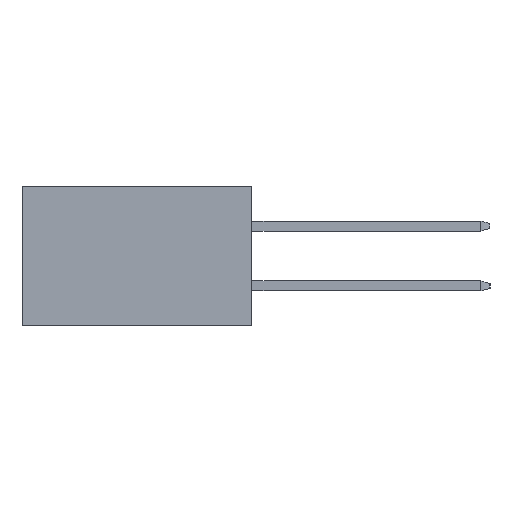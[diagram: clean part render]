
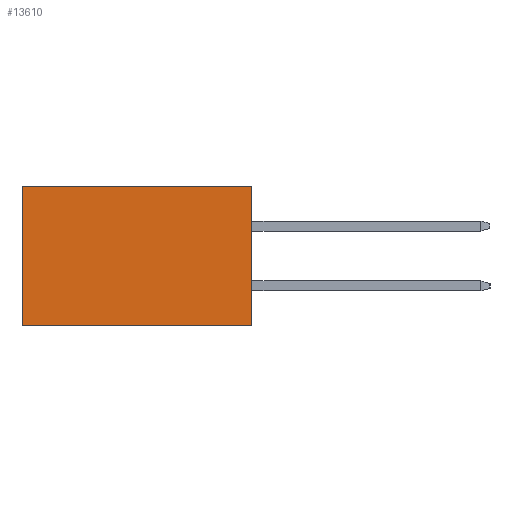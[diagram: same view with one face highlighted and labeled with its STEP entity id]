
A CAD part, left-side view. The second image highlights one B-rep face of the part: STEP entity #13610.
In plain terms, the highlighted planar face has unit normal (-1, 0, 0).
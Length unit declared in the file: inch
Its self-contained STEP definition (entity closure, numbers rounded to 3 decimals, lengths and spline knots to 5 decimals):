
#14 = CARTESIAN_POINT ( 'NONE',  ( 0.3205, 0., 0. ) ) ;
#1241 = CARTESIAN_POINT ( 'NONE',  ( 0.3205, 0., -0.437 ) ) ;
#1330 = EDGE_CURVE ( 'NONE', #5582, #3455, #6958, .T. ) ;
#3208 = CARTESIAN_POINT ( 'NONE',  ( 0.3205, 0., -0.437 ) ) ;
#3455 = VERTEX_POINT ( 'NONE', #9374 ) ;
#3918 = DIRECTION ( 'NONE',  ( 0., 1., 0. ) ) ;
#4263 = CARTESIAN_POINT ( 'NONE',  ( 0.3205, 0., -0.437 ) ) ;
#4410 = ORIENTED_EDGE ( 'NONE', *, *, #7236, .T. ) ;
#5061 = VERTEX_POINT ( 'NONE', #16841 ) ;
#5300 = VERTEX_POINT ( 'NONE', #10654 ) ;
#5582 = VERTEX_POINT ( 'NONE', #4263 ) ;
#6456 = LINE ( 'NONE', #14, #11612 ) ;
#6487 = EDGE_LOOP ( 'NONE', ( #12733, #14196, #6934, #4410 ) ) ;
#6639 = DIRECTION ( 'NONE',  ( 1., 0., 0. ) ) ;
#6934 = ORIENTED_EDGE ( 'NONE', *, *, #8472, .F. ) ;
#6958 = LINE ( 'NONE', #3208, #14886 ) ;
#7068 = CARTESIAN_POINT ( 'NONE',  ( 0.3205, 0.72, -0.437 ) ) ;
#7236 = EDGE_CURVE ( 'NONE', #5300, #5061, #6456, .T. ) ;
#8472 = EDGE_CURVE ( 'NONE', #5300, #5582, #13733, .T. ) ;
#8528 = VECTOR ( 'NONE', #8769, 39.37008 ) ;
#8769 = DIRECTION ( 'NONE',  ( 0., 0., -1. ) ) ;
#9374 = CARTESIAN_POINT ( 'NONE',  ( 0.3205, 0.72, -0.437 ) ) ;
#9451 = DIRECTION ( 'NONE',  ( 0., 1., 0. ) ) ;
#9555 = VECTOR ( 'NONE', #12084, 39.37008 ) ;
#10346 = PLANE ( 'NONE',  #12326 ) ;
#10654 = CARTESIAN_POINT ( 'NONE',  ( 0.3205, 0., 0. ) ) ;
#11109 = CARTESIAN_POINT ( 'NONE',  ( 0.3205, 0., -0.437 ) ) ;
#11612 = VECTOR ( 'NONE', #3918, 39.37008 ) ;
#12084 = DIRECTION ( 'NONE',  ( 0., 0., -1. ) ) ;
#12326 = AXIS2_PLACEMENT_3D ( 'NONE', #1241, #6639, #15754 ) ;
#12733 = ORIENTED_EDGE ( 'NONE', *, *, #14168, .T. ) ;
#13128 = FACE_OUTER_BOUND ( 'NONE', #6487, .T. ) ;
#13610 = ADVANCED_FACE ( 'NONE', ( #13128 ), #10346, .F. ) ;
#13651 = LINE ( 'NONE', #7068, #9555 ) ;
#13733 = LINE ( 'NONE', #11109, #8528 ) ;
#14168 = EDGE_CURVE ( 'NONE', #5061, #3455, #13651, .T. ) ;
#14196 = ORIENTED_EDGE ( 'NONE', *, *, #1330, .F. ) ;
#14886 = VECTOR ( 'NONE', #9451, 39.37008 ) ;
#15754 = DIRECTION ( 'NONE',  ( 0., 0., -1. ) ) ;
#16841 = CARTESIAN_POINT ( 'NONE',  ( 0.3205, 0.72, 0. ) ) ;
